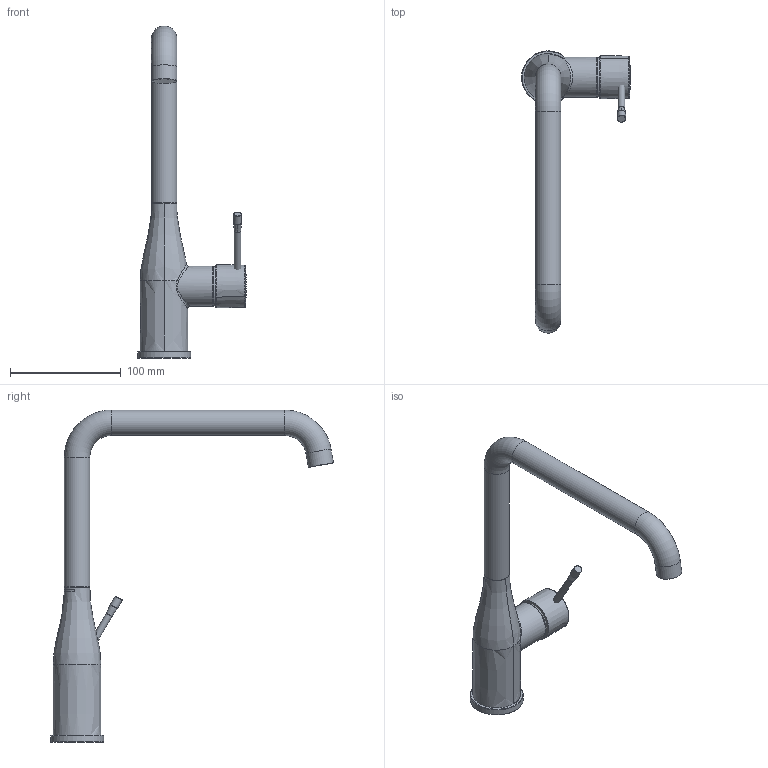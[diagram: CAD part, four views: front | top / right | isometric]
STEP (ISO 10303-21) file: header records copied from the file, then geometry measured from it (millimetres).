
FILE_DESCRIPTION(/* description */ ('Unknown'),/* implementation_level */ '2;1');
FILE_NAME(/* name */ '30269000',/* time_stamp */ '2022-09-07T17:20:27+02:00',/* author */ ('Unknown'),/* organization */ ('GROHE AG'),/* preprocessor_version */ 'ST-DEVELOPER v16.7',/* originating_system */ 'DEX',/* authorisation */ $);
FILE_SCHEMA (('AUTOMOTIVE_DESIGN {1 0 10303 214 3 1 1}'));
Length unit declared in the file: millimetre
Products named in the file (4): 30269000; id11; A4286221-2; A4286223_EssPu_highspout body
Assembly tree (3 placements, depth 2):
  30269000
    id11
    A4286221-2
    A4286223_EssPu_highspout body
Bounding box: 98.34 x 255.56 x 299.97 mm (x, y, z)
Volume: 199825.3 mm3; surface area: 58578.6 mm2
Topology: 3 solids, 6 shells, 44 faces, 113 edges, 74 vertices
Faces by surface type: bspline 19, torus 9, plane 8, cylinder 6, cone 1, sphere 1
Full cylindrical faces by diameter (mm): 6 x1, 7.364 x1, 23 x3, 36.4 x1
Entity records: 3486 total; most frequent: CARTESIAN_POINT 2382, ORIENTED_EDGE 161, DIRECTION 112, EDGE_CURVE 88, VERTEX_POINT 67, EDGE_LOOP 62, FACE_BOUND 62, B_SPLINE_CURVE_WITH_KNOTS 55
